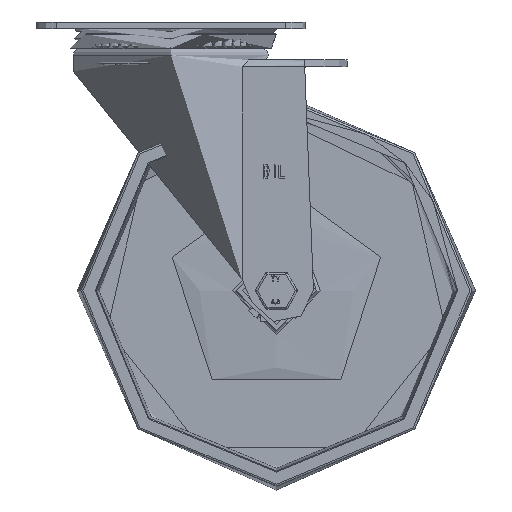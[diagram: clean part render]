
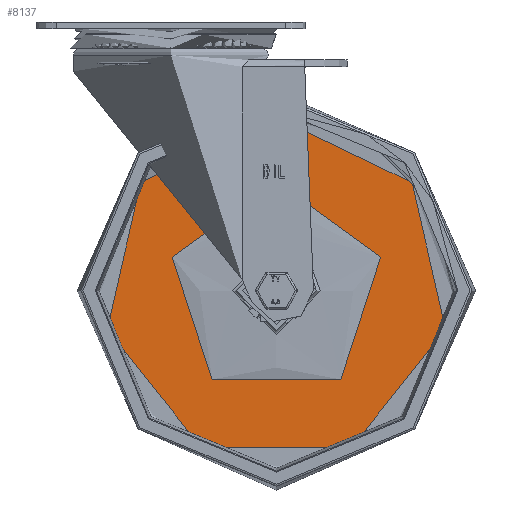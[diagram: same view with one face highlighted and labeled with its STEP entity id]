
A CAD part, front view. The second image highlights one B-rep face of the part: STEP entity #8137.
In plain terms, the highlighted planar face has unit normal (0, -1, 0).
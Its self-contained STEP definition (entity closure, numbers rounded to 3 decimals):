
#438=FACE_BOUND('',#1649,.T.);
#556=PLANE('',#8981);
#1136=FACE_OUTER_BOUND('',#1648,.T.);
#1648=EDGE_LOOP('',(#6329));
#1649=EDGE_LOOP('',(#6330));
#3262=CIRCLE('',#8946,87.143);
#3263=CIRCLE('',#8947,55.);
#3763=VERTEX_POINT('',#16435);
#3764=VERTEX_POINT('',#16465);
#4670=EDGE_CURVE('',#3763,#3763,#3262,.T.);
#4671=EDGE_CURVE('',#3764,#3764,#3263,.T.);
#6329=ORIENTED_EDGE('',*,*,#4670,.F.);
#6330=ORIENTED_EDGE('',*,*,#4671,.T.);
#8137=ADVANCED_FACE('',(#1136,#438),#556,.T.);
#8946=AXIS2_PLACEMENT_3D('',#16437,#10386,#10387);
#8947=AXIS2_PLACEMENT_3D('',#16466,#10388,#10389);
#8981=AXIS2_PLACEMENT_3D('',#16548,#10461,#10462);
#10386=DIRECTION('center_axis',(0.,1.,0.));
#10387=DIRECTION('ref_axis',(-1.,0.,0.));
#10388=DIRECTION('center_axis',(0.,1.,0.));
#10389=DIRECTION('ref_axis',(-1.,0.,0.));
#10461=DIRECTION('center_axis',(0.,-1.,0.));
#10462=DIRECTION('ref_axis',(1.,0.,0.));
#16435=CARTESIAN_POINT('',(0.,-4.75,87.143));
#16437=CARTESIAN_POINT('Origin',(0.,-4.75,
0.));
#16465=CARTESIAN_POINT('',(0.,-4.75,55.));
#16466=CARTESIAN_POINT('Origin',(0.,-4.75,
0.));
#16548=CARTESIAN_POINT('Origin',(-71.071,-4.75,0.));
